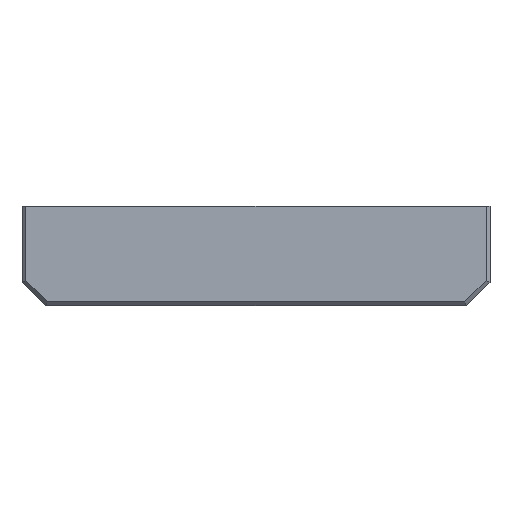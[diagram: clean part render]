
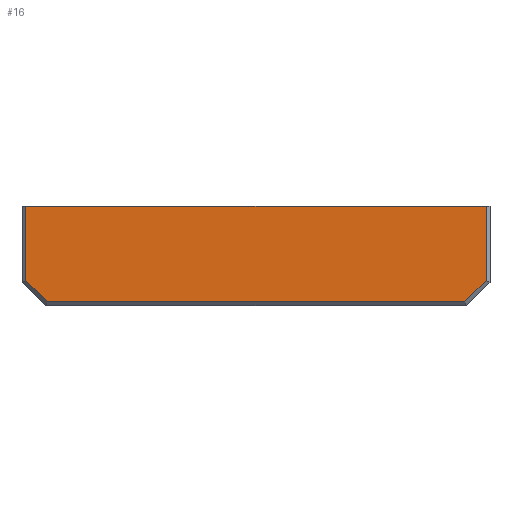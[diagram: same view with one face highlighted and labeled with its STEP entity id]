
A CAD part, left-side view. The second image highlights one B-rep face of the part: STEP entity #16.
In plain terms, the highlighted planar face has unit normal (-1, 0, 0).
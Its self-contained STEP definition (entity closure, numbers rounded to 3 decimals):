
#3 = ORIENTED_EDGE ( 'NONE', *, *, #545, .T. ) ;
#7 = DIRECTION ( 'NONE',  ( 1., 0., 0. ) ) ;
#16 = ADVANCED_FACE ( 'NONE', ( #19 ), #186, .F. ) ;
#19 = FACE_OUTER_BOUND ( 'NONE', #281, .T. ) ;
#23 = EDGE_CURVE ( 'NONE', #589, #784, #524, .T. ) ;
#59 = DIRECTION ( 'NONE',  ( 0., -1., 0. ) ) ;
#61 = CARTESIAN_POINT ( 'NONE',  ( 392.565, -237.176, -123.107 ) ) ;
#87 = VECTOR ( 'NONE', #766, 1000. ) ;
#93 = ORIENTED_EDGE ( 'NONE', *, *, #812, .F. ) ;
#128 = ORIENTED_EDGE ( 'NONE', *, *, #303, .T. ) ;
#130 = CARTESIAN_POINT ( 'NONE',  ( 392.565, -348.849, -123.814 ) ) ;
#186 = PLANE ( 'NONE',  #1076 ) ;
#270 = VERTEX_POINT ( 'NONE', #1105 ) ;
#281 = EDGE_LOOP ( 'NONE', ( #93, #128, #3, #624, #765, #1107 ) ) ;
#303 = EDGE_CURVE ( 'NONE', #270, #599, #1098, .T. ) ;
#314 = CARTESIAN_POINT ( 'NONE',  ( 392.565, -231.469, -117.814 ) ) ;
#326 = VECTOR ( 'NONE', #973, 1000. ) ;
#364 = DIRECTION ( 'NONE',  ( 0., 1., 0. ) ) ;
#387 = VERTEX_POINT ( 'NONE', #438 ) ;
#388 = LINE ( 'NONE', #393, #1013 ) ;
#393 = CARTESIAN_POINT ( 'NONE',  ( 392.565, -185.507, -98.414 ) ) ;
#429 = CARTESIAN_POINT ( 'NONE',  ( 392.565, -231.469, -117.4 ) ) ;
#432 = VECTOR ( 'NONE', #59, 1000. ) ;
#438 = CARTESIAN_POINT ( 'NONE',  ( 392.565, -236.883, -122.814 ) ) ;
#481 = LINE ( 'NONE', #130, #87 ) ;
#516 = CARTESIAN_POINT ( 'NONE',  ( 392.565, -348.849, -98.414 ) ) ;
#524 = LINE ( 'NONE', #608, #326 ) ;
#545 = EDGE_CURVE ( 'NONE', #599, #387, #583, .T. ) ;
#559 = VERTEX_POINT ( 'NONE', #516 ) ;
#581 = CARTESIAN_POINT ( 'NONE',  ( 392.565, -348.849, -117.4 ) ) ;
#583 = LINE ( 'NONE', #61, #1030 ) ;
#589 = VERTEX_POINT ( 'NONE', #1112 ) ;
#599 = VERTEX_POINT ( 'NONE', #429 ) ;
#608 = CARTESIAN_POINT ( 'NONE',  ( 392.565, -349.142, -117.107 ) ) ;
#624 = ORIENTED_EDGE ( 'NONE', *, *, #796, .T. ) ;
#764 = DIRECTION ( 'NONE',  ( 0., -0.707, -0.707 ) ) ;
#765 = ORIENTED_EDGE ( 'NONE', *, *, #23, .T. ) ;
#766 = DIRECTION ( 'NONE',  ( 0., 0., 1. ) ) ;
#784 = VERTEX_POINT ( 'NONE', #581 ) ;
#796 = EDGE_CURVE ( 'NONE', #387, #589, #846, .T. ) ;
#808 = VECTOR ( 'NONE', #1040, 1000. ) ;
#812 = EDGE_CURVE ( 'NONE', #270, #559, #388, .T. ) ;
#846 = LINE ( 'NONE', #1106, #432 ) ;
#849 = DIRECTION ( 'NONE',  ( 0., -1., 0. ) ) ;
#900 = EDGE_CURVE ( 'NONE', #784, #559, #481, .T. ) ;
#968 = CARTESIAN_POINT ( 'NONE',  ( 392.565, -185.507, -123.814 ) ) ;
#973 = DIRECTION ( 'NONE',  ( 0., -0.707, 0.707 ) ) ;
#1013 = VECTOR ( 'NONE', #849, 1000. ) ;
#1030 = VECTOR ( 'NONE', #764, 1000. ) ;
#1040 = DIRECTION ( 'NONE',  ( 0., 0., -1. ) ) ;
#1076 = AXIS2_PLACEMENT_3D ( 'NONE', #968, #7, #364 ) ;
#1098 = LINE ( 'NONE', #314, #808 ) ;
#1105 = CARTESIAN_POINT ( 'NONE',  ( 392.565, -231.469, -98.414 ) ) ;
#1106 = CARTESIAN_POINT ( 'NONE',  ( 392.565, -185.507, -122.814 ) ) ;
#1107 = ORIENTED_EDGE ( 'NONE', *, *, #900, .T. ) ;
#1112 = CARTESIAN_POINT ( 'NONE',  ( 392.565, -343.434, -122.814 ) ) ;
